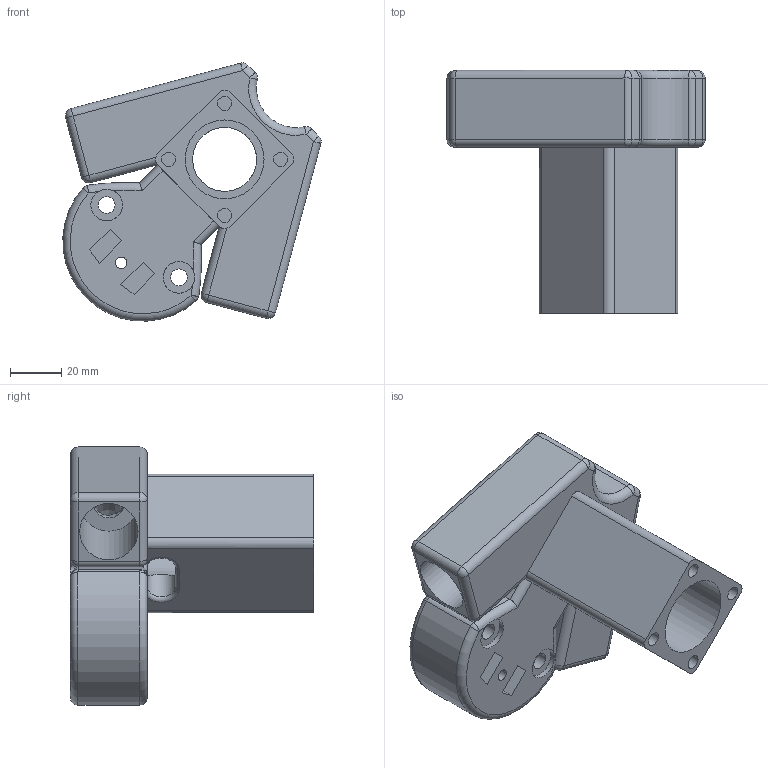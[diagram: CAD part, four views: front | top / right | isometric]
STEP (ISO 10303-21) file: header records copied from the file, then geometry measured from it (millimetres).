
FILE_DESCRIPTION(/* description */ ('','CAx-IF Rec.Pracs.---Representation and Presentation of Product Manufacturing Information (PMI)---4.0---2014-10-13'),/* implementation_level */ '2;1');
FILE_NAME(/* name */ 'upper_corner.step',/* time_stamp */ '2024-12-29T14:15:22+01:00',/* author */ (''),/* organization */ (''),/* preprocessor_version */ 'ST-DEVELOPER v20',/* originating_system */ 'Autodesk Translation Framework v13.20.0.188',/* authorisation */ '');
FILE_SCHEMA (('AP242_MANAGED_MODEL_BASED_3D_ENGINEERING_MIM_LF { 1 0 10303 442 1 1 4 }'));
Length unit declared in the file: millimetre
Products named in the file (3): upper_corner; D1_UpperCornerSolid; UpperCornerSolid
Assembly tree (2 placements, depth 3):
  upper_corner
    D1_UpperCornerSolid
      UpperCornerSolid
Bounding box: 100.92 x 95 x 100.92 mm (x, y, z)
Volume: 218666.5 mm3; surface area: 57985.6 mm2
Topology: 1 solids, 9 shells, 209 faces, 470 edges, 284 vertices
Faces by surface type: plane 91, cylinder 81, sphere 16, torus 15, bspline 6
Full cylindrical faces by diameter (mm): 4.5 x1, 5.5 x8, 6.5 x2, 9 x1, 12.4 x4, 22.8 x2, 25 x1, 30.8 x1
Entity records: 6513 total; most frequent: CARTESIAN_POINT 1678, DIRECTION 1054, ORIENTED_EDGE 940, EDGE_CURVE 470, AXIS2_PLACEMENT_3D 409, VERTEX_POINT 284, EDGE_LOOP 236, LINE 236
